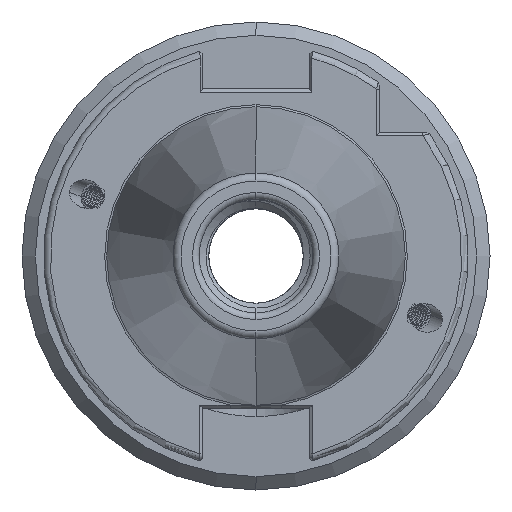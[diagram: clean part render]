
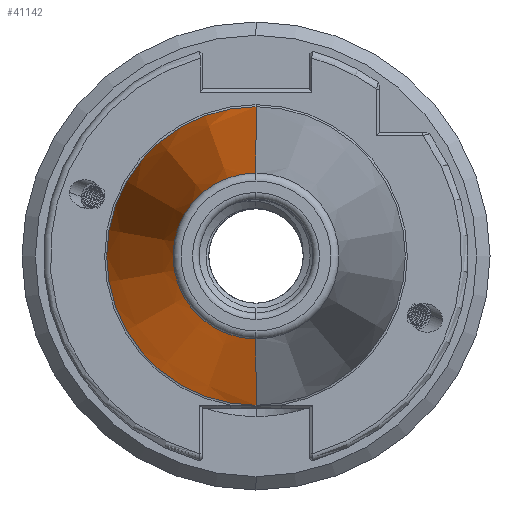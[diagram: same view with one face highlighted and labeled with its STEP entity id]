
A CAD part, left-side view. The second image highlights one B-rep face of the part: STEP entity #41142.
In plain terms, the highlighted conical face has half-angle 8.297 degrees and reference radius 22.692 mm.
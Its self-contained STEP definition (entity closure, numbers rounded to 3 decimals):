
#1809 = ORIENTED_EDGE ( 'NONE', *, *, #35424, .T. ) ;
#1837 = ORIENTED_EDGE ( 'NONE', *, *, #35403, .T. ) ;
#1838 = ORIENTED_EDGE ( 'NONE', *, *, #35374, .F. ) ;
#1868 = ORIENTED_EDGE ( 'NONE', *, *, #35419, .F. ) ;
#11886 = FACE_OUTER_BOUND ( 'NONE', #36161, .T. ) ;
#11895 = CONICAL_SURFACE ( 'NONE', #37334, 22.692, 0.145 ) ;
#23012 = VECTOR ( 'NONE', #30232, 1000. ) ;
#23040 = LINE ( 'NONE', #30235, #23012 ) ;
#23051 = VECTOR ( 'NONE', #30445, 1000. ) ;
#23070 = CIRCLE ( 'NONE', #38588, 22.327 ) ;
#23086 = LINE ( 'NONE', #30444, #23051 ) ;
#23105 = CIRCLE ( 'NONE', #38590, 12.4 ) ;
#27829 = VERTEX_POINT ( 'NONE', #37388 ) ;
#27847 = VERTEX_POINT ( 'NONE', #37438 ) ;
#27883 = VERTEX_POINT ( 'NONE', #37497 ) ;
#28014 = VERTEX_POINT ( 'NONE', #37615 ) ;
#30232 = DIRECTION ( 'NONE',  ( 0.99, 0., -0.144 ) ) ;
#30235 = CARTESIAN_POINT ( 'NONE',  ( 0., 0., -22.692 ) ) ;
#30326 = CARTESIAN_POINT ( 'NONE',  ( -70.573, 0., 0. ) ) ;
#30359 = DIRECTION ( 'NONE',  ( 1., 0., 0. ) ) ;
#30362 = DIRECTION ( 'NONE',  ( 0., 0., 1. ) ) ;
#30416 = DIRECTION ( 'NONE',  ( 1., 0., 0. ) ) ;
#30431 = CARTESIAN_POINT ( 'NONE',  ( -2.5, 0., 0. ) ) ;
#30436 = DIRECTION ( 'NONE',  ( 0., 0., -1. ) ) ;
#30444 = CARTESIAN_POINT ( 'NONE',  ( 0., 0., 22.692 ) ) ;
#30445 = DIRECTION ( 'NONE',  ( 0.99, 0., 0.144 ) ) ;
#35374 = EDGE_CURVE ( 'NONE', #28014, #27829, #23040, .T. ) ;
#35403 = EDGE_CURVE ( 'NONE', #28014, #27847, #23105, .T. ) ;
#35419 = EDGE_CURVE ( 'NONE', #27829, #27883, #23070, .T. ) ;
#35424 = EDGE_CURVE ( 'NONE', #27847, #27883, #23086, .T. ) ;
#36161 = EDGE_LOOP ( 'NONE', ( #1837, #1809, #1868, #1838 ) ) ;
#37334 = AXIS2_PLACEMENT_3D ( 'NONE', #40638, #40639, #40647 ) ;
#37388 = CARTESIAN_POINT ( 'NONE',  ( -2.5, 0., -22.327 ) ) ;
#37438 = CARTESIAN_POINT ( 'NONE',  ( -70.573, 0., 12.4 ) ) ;
#37497 = CARTESIAN_POINT ( 'NONE',  ( -2.5, 0., 22.327 ) ) ;
#37615 = CARTESIAN_POINT ( 'NONE',  ( -70.573, 0., -12.4 ) ) ;
#38588 = AXIS2_PLACEMENT_3D ( 'NONE', #30431, #30416, #30436 ) ;
#38590 = AXIS2_PLACEMENT_3D ( 'NONE', #30326, #30359, #30362 ) ;
#40638 = CARTESIAN_POINT ( 'NONE',  ( 0., 0., 0. ) ) ;
#40639 = DIRECTION ( 'NONE',  ( 1., 0., 0. ) ) ;
#40647 = DIRECTION ( 'NONE',  ( 0., 0., -1. ) ) ;
#41142 = ADVANCED_FACE ( 'NONE', ( #11886 ), #11895, .T. ) ;
